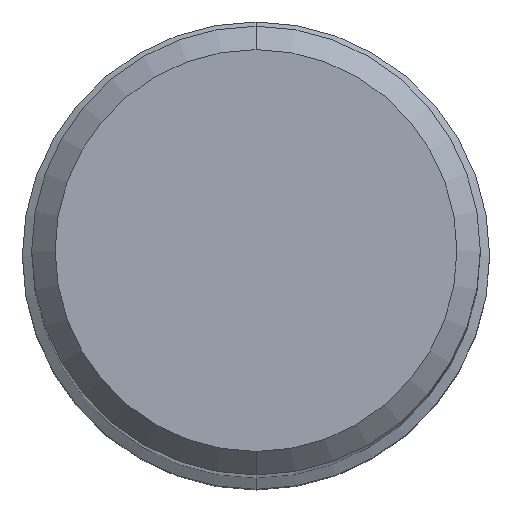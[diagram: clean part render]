
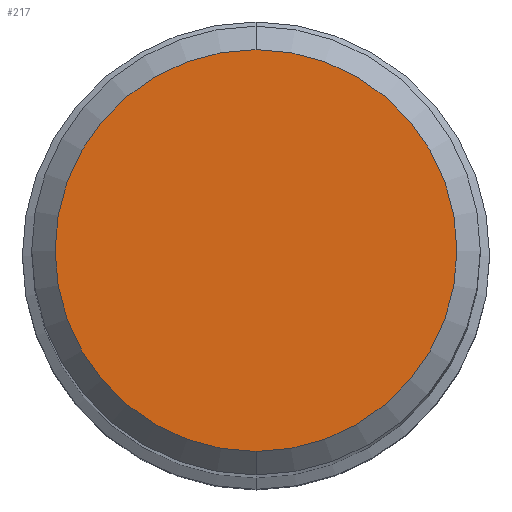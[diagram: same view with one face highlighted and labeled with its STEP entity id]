
A CAD part, top view. The second image highlights one B-rep face of the part: STEP entity #217.
In plain terms, the highlighted planar face has unit normal (0, 0, 1).
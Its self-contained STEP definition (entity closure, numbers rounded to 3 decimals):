
#217=ADVANCED_FACE('',(#604),#605,.T.);
#347=VERTEX_POINT('',#751);
#461=EDGE_CURVE('',#469,#347,#876,.T.);
#469=VERTEX_POINT('',#884);
#491=EDGE_CURVE('',#347,#469,#909,.T.);
#604=FACE_OUTER_BOUND('',#1024,.T.);
#605=PLANE('',#1025);
#751=CARTESIAN_POINT('',(0.0,4.3,0.));
#876=CIRCLE('',#1494,4.3);
#884=CARTESIAN_POINT('',(0.,-4.3,0.));
#909=CIRCLE('',#1558,4.3);
#1024=EDGE_LOOP('',(#1802,#1803));
#1025=AXIS2_PLACEMENT_3D('',#1804,#1805,#1806);
#1494=AXIS2_PLACEMENT_3D('',#2120,#2121,#2122);
#1558=AXIS2_PLACEMENT_3D('',#2159,#2160,#2161);
#1802=ORIENTED_EDGE('',*,*,#491,.F.);
#1803=ORIENTED_EDGE('',*,*,#461,.F.);
#1804=CARTESIAN_POINT('',(0.0,2.15,0.));
#1805=DIRECTION('',(-0.0,0.0,1.0));
#1806=DIRECTION('',(0.0,-1.0,0.0));
#2120=CARTESIAN_POINT('',(0.0,0.0,0.));
#2121=DIRECTION('',(0.0,0.0,-1.0));
#2122=DIRECTION('',(0.0,1.0,0.0));
#2159=CARTESIAN_POINT('',(0.0,0.0,0.));
#2160=DIRECTION('',(0.0,0.0,-1.0));
#2161=DIRECTION('',(0.0,1.0,0.0));
